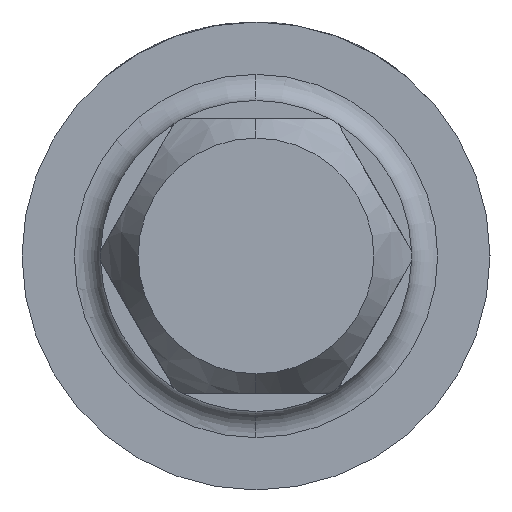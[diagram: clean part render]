
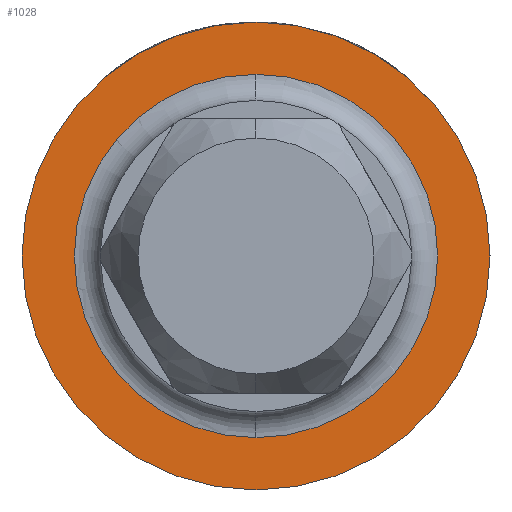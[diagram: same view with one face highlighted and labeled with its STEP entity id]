
A CAD part, left-side view. The second image highlights one B-rep face of the part: STEP entity #1028.
In plain terms, the highlighted planar face has unit normal (-1, 0, 0).
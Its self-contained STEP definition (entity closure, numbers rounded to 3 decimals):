
#207 = AXIS2_PLACEMENT_3D ( 'NONE', #910, #4840, #2773 ) ;
#225 = DIRECTION ( 'NONE',  ( -1., 0., 0. ) ) ;
#290 = VERTEX_POINT ( 'NONE', #1626 ) ;
#331 = DIRECTION ( 'NONE',  ( 1., 0., 0. ) ) ;
#369 = EDGE_CURVE ( 'NONE', #4635, #290, #1579, .T. ) ;
#526 = CIRCLE ( 'NONE', #5510, 5.37 ) ;
#781 = CARTESIAN_POINT ( 'NONE',  ( -35., 0., 0. ) ) ;
#823 = VERTEX_POINT ( 'NONE', #1646 ) ;
#910 = CARTESIAN_POINT ( 'NONE',  ( -35., 0., 0. ) ) ;
#987 = DIRECTION ( 'NONE',  ( 1., 0., 0. ) ) ;
#1028 = ADVANCED_FACE ( 'NONE', ( #4314, #2819 ), #3832, .T. ) ;
#1354 = ORIENTED_EDGE ( 'NONE', *, *, #369, .F. ) ;
#1493 = VERTEX_POINT ( 'NONE', #5235 ) ;
#1579 = CIRCLE ( 'NONE', #6056, 5.37 ) ;
#1626 = CARTESIAN_POINT ( 'NONE',  ( -35., 0., 5.37 ) ) ;
#1646 = CARTESIAN_POINT ( 'NONE',  ( -35., 0., -4.17 ) ) ;
#1649 = DIRECTION ( 'NONE',  ( 0., 0., -1. ) ) ;
#1771 = EDGE_LOOP ( 'NONE', ( #1354, #5398 ) ) ;
#1873 = AXIS2_PLACEMENT_3D ( 'NONE', #5159, #225, #1649 ) ;
#1961 = CIRCLE ( 'NONE', #207, 4.17 ) ;
#2533 = AXIS2_PLACEMENT_3D ( 'NONE', #4857, #6370, #2759 ) ;
#2759 = DIRECTION ( 'NONE',  ( 0., 0., 1. ) ) ;
#2773 = DIRECTION ( 'NONE',  ( 0., 0., -1. ) ) ;
#2819 = FACE_OUTER_BOUND ( 'NONE', #1771, .T. ) ;
#2970 = DIRECTION ( 'NONE',  ( 0., 0., -1. ) ) ;
#3532 = EDGE_CURVE ( 'NONE', #1493, #823, #4996, .T. ) ;
#3832 = PLANE ( 'NONE',  #2533 ) ;
#3936 = EDGE_CURVE ( 'NONE', #290, #4635, #526, .T. ) ;
#4292 = DIRECTION ( 'NONE',  ( 0., 0., -1. ) ) ;
#4314 = FACE_BOUND ( 'NONE', #6307, .T. ) ;
#4635 = VERTEX_POINT ( 'NONE', #5007 ) ;
#4724 = ORIENTED_EDGE ( 'NONE', *, *, #3532, .F. ) ;
#4840 = DIRECTION ( 'NONE',  ( -1., 0., 0. ) ) ;
#4857 = CARTESIAN_POINT ( 'NONE',  ( -35., 0., 0. ) ) ;
#4996 = CIRCLE ( 'NONE', #1873, 4.17 ) ;
#5007 = CARTESIAN_POINT ( 'NONE',  ( -35., 0., -5.37 ) ) ;
#5090 = EDGE_CURVE ( 'NONE', #823, #1493, #1961, .T. ) ;
#5159 = CARTESIAN_POINT ( 'NONE',  ( -35., 0., 0. ) ) ;
#5235 = CARTESIAN_POINT ( 'NONE',  ( -35., 0., 4.17 ) ) ;
#5398 = ORIENTED_EDGE ( 'NONE', *, *, #3936, .F. ) ;
#5432 = CARTESIAN_POINT ( 'NONE',  ( -35., 0., 0. ) ) ;
#5510 = AXIS2_PLACEMENT_3D ( 'NONE', #5432, #987, #2970 ) ;
#5751 = ORIENTED_EDGE ( 'NONE', *, *, #5090, .F. ) ;
#6056 = AXIS2_PLACEMENT_3D ( 'NONE', #781, #331, #4292 ) ;
#6307 = EDGE_LOOP ( 'NONE', ( #5751, #4724 ) ) ;
#6370 = DIRECTION ( 'NONE',  ( -1., 0., 0. ) ) ;
